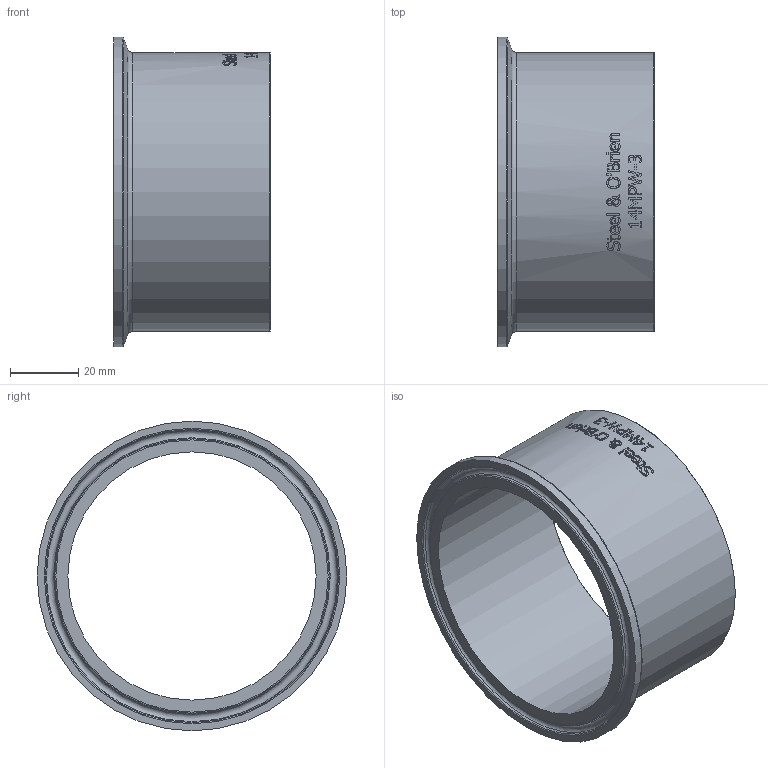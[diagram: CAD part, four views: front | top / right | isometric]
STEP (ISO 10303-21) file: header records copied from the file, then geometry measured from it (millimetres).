
FILE_DESCRIPTION(/* description */ (''),/* implementation_level */ '2;1');
FILE_NAME(/* name */ '14MPW-3.stp',/* time_stamp */ '2019-03-29T08:25:55-04:00',/* author */ ('rick'),/* organization */ (''),/* preprocessor_version */ 'ST-DEVELOPER v15.2',/* originating_system */ 'Autodesk Inventor 2014',/* authorisation */ '');
FILE_SCHEMA (('AUTOMOTIVE_DESIGN { 1 0 10303 214 3 1 1 }'));
Length unit declared in the file: inch
Products named in the file (1): 14MPW-3
Bounding box: 46.02 x 90.91 x 90.91 mm (x, y, z)
Volume: 53954.6 mm3; surface area: 27093.6 mm2
Topology: 1 solids, 1 shells, 344 faces, 920 edges, 610 vertices
Faces by surface type: plane 153, bspline 147, cylinder 34, torus 7, cone 3
Full cylindrical faces by diameter (mm): 72.898 x1, 81.89 x1, 90.907 x1
Entity records: 13329 total; most frequent: CARTESIAN_POINT 5545, ORIENTED_EDGE 1814, DIRECTION 1207, EDGE_CURVE 907, VERTEX_POINT 610, LINE 415, VECTOR 415, AXIS2_PLACEMENT_3D 396
